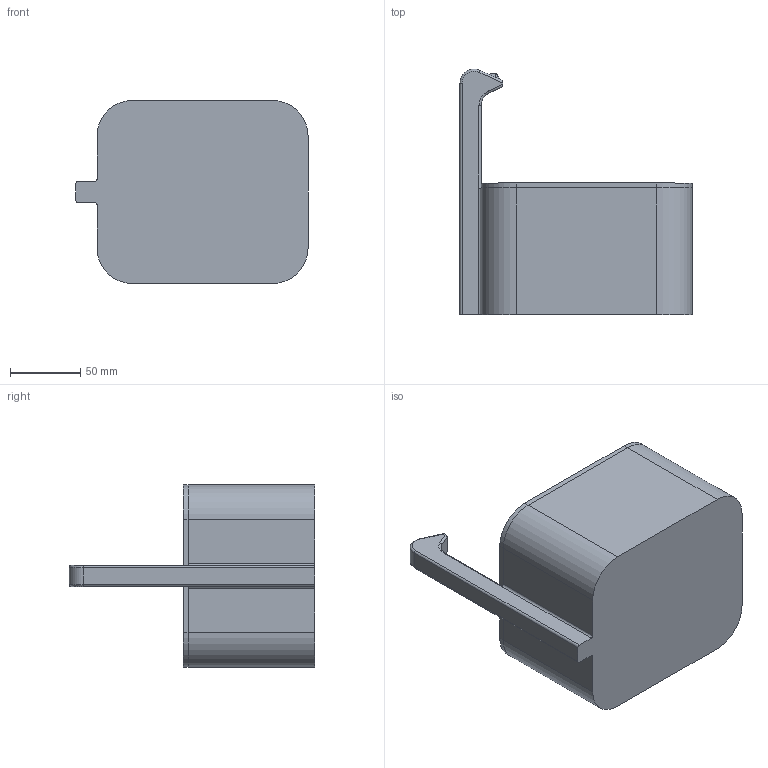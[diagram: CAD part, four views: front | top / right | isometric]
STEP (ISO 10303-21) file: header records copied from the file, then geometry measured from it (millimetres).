
FILE_DESCRIPTION (( 'STEP AP214' ), '1' );
FILE_NAME ('3D_CatFountain_Assembly.STEP', '2021-10-21T15:09:20', ( '' ), ( '' ), 'SwSTEP 2.0', 'SolidWorks 2020', '' );
FILE_SCHEMA (( 'AUTOMOTIVE_DESIGN' ));
Length unit declared in the file: millimetre
Products named in the file (5): 3D_CatFountain_Cover; 3D_CatFountain_mini_pump; 3D_CatFountain_Assembly; 3D_CatFountain_Hose; 3D_CatFountain_Reservoir
Assembly tree (4 placements, depth 2):
  3D_CatFountain_Assembly
    3D_CatFountain_Reservoir
    3D_CatFountain_Cover
    3D_CatFountain_mini_pump
    3D_CatFountain_Hose
Bounding box: 165 x 174.53 x 130 mm (x, y, z)
Volume: 296362.8 mm3; surface area: 211680.4 mm2
Topology: 5 solids, 5 shells, 218 faces, 551 edges, 354 vertices
Faces by surface type: cylinder 94, plane 61, torus 31, bspline 26, sphere 4, cone 2
Entity records: 32246 total; most frequent: CARTESIAN_POINT 26926, ORIENTED_EDGE 1078, DIRECTION 1077, EDGE_CURVE 539, AXIS2_PLACEMENT_3D 439, VERTEX_POINT 346, EDGE_LOOP 251, CIRCLE 240
